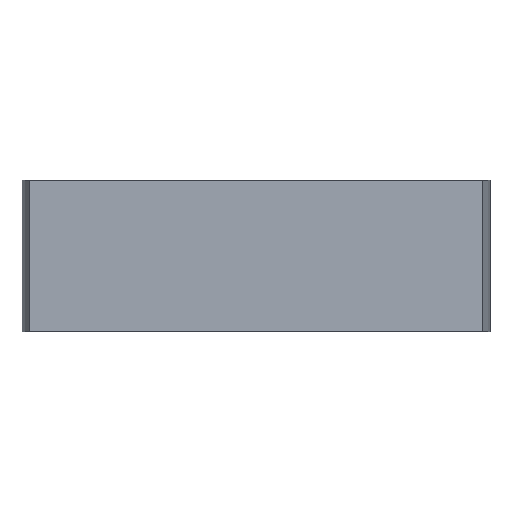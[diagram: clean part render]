
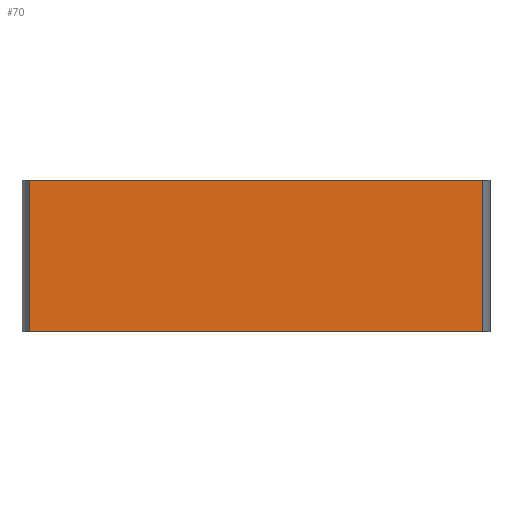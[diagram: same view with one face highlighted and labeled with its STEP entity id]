
A CAD part, left-side view. The second image highlights one B-rep face of the part: STEP entity #70.
In plain terms, the highlighted planar face has unit normal (-1, 0, 0).
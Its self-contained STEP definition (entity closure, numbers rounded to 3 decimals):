
#70=ADVANCED_FACE('',(#103),#546,.T.);
#103=FACE_OUTER_BOUND('',#138,.T.);
#138=EDGE_LOOP('',(#255,#256,#257,#258));
#255=ORIENTED_EDGE('',*,*,#366,.T.);
#256=ORIENTED_EDGE('',*,*,#367,.T.);
#257=ORIENTED_EDGE('',*,*,#368,.F.);
#258=ORIENTED_EDGE('',*,*,#363,.F.);
#363=EDGE_CURVE('',#508,#509,#444,.T.);
#366=EDGE_CURVE('',#508,#511,#447,.T.);
#367=EDGE_CURVE('',#511,#512,#448,.T.);
#368=EDGE_CURVE('',#509,#512,#449,.T.);
#444=B_SPLINE_CURVE_WITH_KNOTS('',1,(#978,#979),.UNSPECIFIED.,.F.,.F.,(2,
2),(0.,0.836),.UNSPECIFIED.);
#447=B_SPLINE_CURVE_WITH_KNOTS('',1,(#984,#985),.UNSPECIFIED.,.F.,.F.,(2,
2),(-9.,-8.),.UNSPECIFIED.);
#448=B_SPLINE_CURVE_WITH_KNOTS('',1,(#986,#987),.UNSPECIFIED.,.F.,.F.,(2,
2),(0.,0.836),.UNSPECIFIED.);
#449=B_SPLINE_CURVE_WITH_KNOTS('',1,(#988,#989),.UNSPECIFIED.,.F.,.F.,(2,
2),(-9.,-8.),.UNSPECIFIED.);
#508=VERTEX_POINT('',#957);
#509=VERTEX_POINT('',#958);
#511=VERTEX_POINT('',#960);
#512=VERTEX_POINT('',#961);
#546=PLANE('',#599);
#599=AXIS2_PLACEMENT_3D('',#945,#632,$);
#632=DIRECTION('',(-1.,0.,0.));
#945=CARTESIAN_POINT('',(1.215,3.331,0.));
#957=CARTESIAN_POINT('',(1.215,3.331,0.));
#958=CARTESIAN_POINT('',(1.215,3.331,0.836));
#960=CARTESIAN_POINT('',(1.215,0.831,0.));
#961=CARTESIAN_POINT('',(1.215,0.831,0.836));
#978=CARTESIAN_POINT('',(1.215,3.331,0.));
#979=CARTESIAN_POINT('',(1.215,3.331,0.836));
#984=CARTESIAN_POINT('',(1.215,3.331,0.));
#985=CARTESIAN_POINT('',(1.215,0.831,0.));
#986=CARTESIAN_POINT('',(1.215,0.831,0.));
#987=CARTESIAN_POINT('',(1.215,0.831,0.836));
#988=CARTESIAN_POINT('',(1.215,3.331,0.836));
#989=CARTESIAN_POINT('',(1.215,0.831,0.836));
